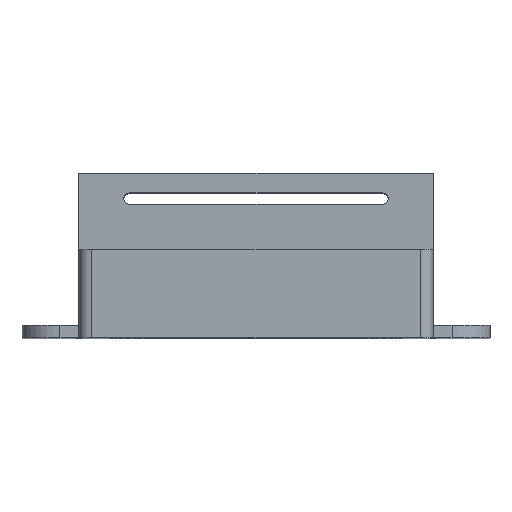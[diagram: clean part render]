
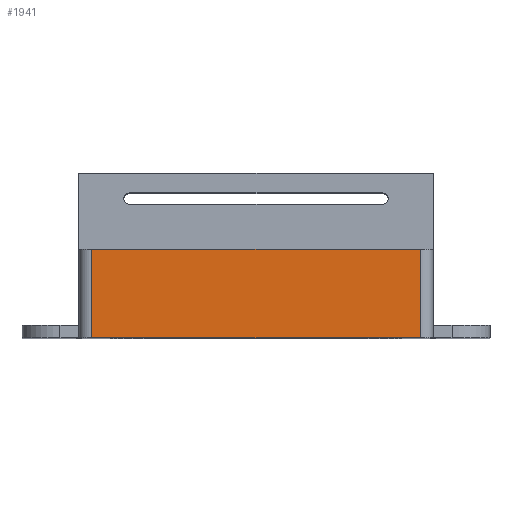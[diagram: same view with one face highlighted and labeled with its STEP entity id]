
A CAD part, top view. The second image highlights one B-rep face of the part: STEP entity #1941.
In plain terms, the highlighted planar face has unit normal (0, 0, 1).
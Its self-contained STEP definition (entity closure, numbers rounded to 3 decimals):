
#3 = CARTESIAN_POINT ( 'NONE',  ( -60.924, 35., 81.459 ) ) ;
#177 = ORIENTED_EDGE ( 'NONE', *, *, #1413, .T. ) ;
#192 = VERTEX_POINT ( 'NONE', #1362 ) ;
#302 = DIRECTION ( 'NONE',  ( 0., 0., -1. ) ) ;
#316 = DIRECTION ( 'NONE',  ( -1., 0., 0. ) ) ;
#452 = LINE ( 'NONE', #3, #988 ) ;
#477 = LINE ( 'NONE', #1543, #1850 ) ;
#525 = VERTEX_POINT ( 'NONE', #730 ) ;
#573 = CARTESIAN_POINT ( 'NONE',  ( -55.924, 5., 81.459 ) ) ;
#622 = ORIENTED_EDGE ( 'NONE', *, *, #675, .T. ) ;
#633 = CARTESIAN_POINT ( 'NONE',  ( -55.924, 0., 81.459 ) ) ;
#675 = EDGE_CURVE ( 'NONE', #1465, #192, #477, .T. ) ;
#728 = ORIENTED_EDGE ( 'NONE', *, *, #1228, .T. ) ;
#730 = CARTESIAN_POINT ( 'NONE',  ( 74.076, 35., 81.459 ) ) ;
#779 = VECTOR ( 'NONE', #1090, 1000. ) ;
#822 = EDGE_CURVE ( 'NONE', #1187, #525, #452, .T. ) ;
#901 = DIRECTION ( 'NONE',  ( 1., 0., 0. ) ) ;
#922 = CARTESIAN_POINT ( 'NONE',  ( 74.076, 5., 81.459 ) ) ;
#943 = CARTESIAN_POINT ( 'NONE',  ( 0., 5., 81.459 ) ) ;
#988 = VECTOR ( 'NONE', #1233, 1000. ) ;
#1074 = FACE_OUTER_BOUND ( 'NONE', #1686, .T. ) ;
#1090 = DIRECTION ( 'NONE',  ( 0., 1., 0. ) ) ;
#1187 = VERTEX_POINT ( 'NONE', #1345 ) ;
#1228 = EDGE_CURVE ( 'NONE', #1187, #1465, #1304, .T. ) ;
#1233 = DIRECTION ( 'NONE',  ( 1., 0., 0. ) ) ;
#1304 = LINE ( 'NONE', #573, #1852 ) ;
#1345 = CARTESIAN_POINT ( 'NONE',  ( -55.924, 35., 81.459 ) ) ;
#1362 = CARTESIAN_POINT ( 'NONE',  ( 74.076, 0., 81.459 ) ) ;
#1413 = EDGE_CURVE ( 'NONE', #192, #525, #1556, .T. ) ;
#1465 = VERTEX_POINT ( 'NONE', #633 ) ;
#1543 = CARTESIAN_POINT ( 'NONE',  ( 0., 0., 81.459 ) ) ;
#1556 = LINE ( 'NONE', #922, #779 ) ;
#1678 = PLANE ( 'NONE',  #1720 ) ;
#1686 = EDGE_LOOP ( 'NONE', ( #622, #177, #1809, #728 ) ) ;
#1720 = AXIS2_PLACEMENT_3D ( 'NONE', #943, #302, #316 ) ;
#1758 = DIRECTION ( 'NONE',  ( 0., -1., 0. ) ) ;
#1809 = ORIENTED_EDGE ( 'NONE', *, *, #822, .F. ) ;
#1850 = VECTOR ( 'NONE', #901, 1000. ) ;
#1852 = VECTOR ( 'NONE', #1758, 1000. ) ;
#1941 = ADVANCED_FACE ( 'NONE', ( #1074 ), #1678, .F. ) ;
